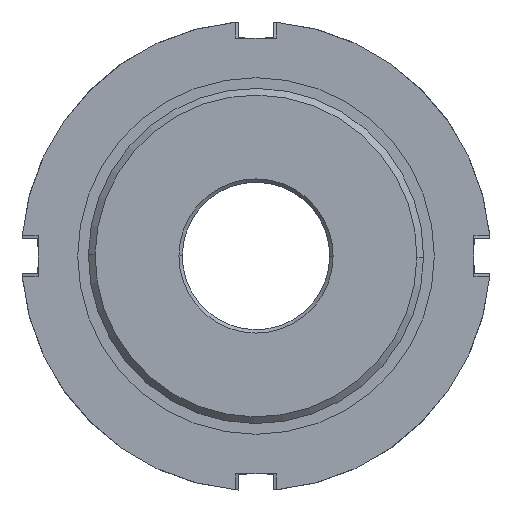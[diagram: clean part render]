
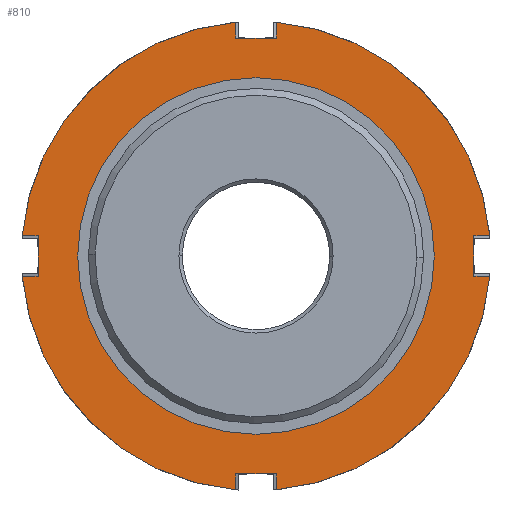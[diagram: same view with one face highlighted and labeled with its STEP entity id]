
A CAD part, front view. The second image highlights one B-rep face of the part: STEP entity #810.
In plain terms, the highlighted planar face has unit normal (0, -1, 0).
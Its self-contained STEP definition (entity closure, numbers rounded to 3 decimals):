
#22 = VECTOR ( 'NONE', #3633, 1000. ) ;
#37 = VERTEX_POINT ( 'NONE', #841 ) ;
#48 = ORIENTED_EDGE ( 'NONE', *, *, #3094, .F. ) ;
#88 = ORIENTED_EDGE ( 'NONE', *, *, #1215, .F. ) ;
#123 = VERTEX_POINT ( 'NONE', #1811 ) ;
#124 = EDGE_CURVE ( 'NONE', #1928, #2463, #2356, .T. ) ;
#145 = DIRECTION ( 'NONE',  ( -1., 0., 0. ) ) ;
#191 = DIRECTION ( 'NONE',  ( -1., 0., 0. ) ) ;
#193 = LINE ( 'NONE', #1464, #1661 ) ;
#197 = EDGE_CURVE ( 'NONE', #3393, #378, #2851, .T. ) ;
#206 = DIRECTION ( 'NONE',  ( 0., 1., 0. ) ) ;
#209 = VERTEX_POINT ( 'NONE', #2196 ) ;
#226 = CARTESIAN_POINT ( 'NONE',  ( 3., -23.269, -32.5 ) ) ;
#228 = LINE ( 'NONE', #581, #974 ) ;
#244 = LINE ( 'NONE', #413, #2630 ) ;
#352 = ORIENTED_EDGE ( 'NONE', *, *, #468, .F. ) ;
#371 = DIRECTION ( 'NONE',  ( -1., 0., 0. ) ) ;
#378 = VERTEX_POINT ( 'NONE', #1655 ) ;
#387 = LINE ( 'NONE', #3145, #1950 ) ;
#413 = CARTESIAN_POINT ( 'NONE',  ( 26.6, -23.269, -3. ) ) ;
#419 = DIRECTION ( 'NONE',  ( 1., 0., 0. ) ) ;
#428 = DIRECTION ( 'NONE',  ( 0., 1., 0. ) ) ;
#434 = CARTESIAN_POINT ( 'NONE',  ( 0., -23.269, -32.5 ) ) ;
#468 = EDGE_CURVE ( 'NONE', #890, #3052, #3178, .T. ) ;
#494 = EDGE_CURVE ( 'NONE', #1354, #898, #2737, .T. ) ;
#499 = CARTESIAN_POINT ( 'NONE',  ( 32.5, -23.269, 3. ) ) ;
#511 = CARTESIAN_POINT ( 'NONE',  ( -32.5, -23.269, -3. ) ) ;
#514 = ORIENTED_EDGE ( 'NONE', *, *, #494, .F. ) ;
#523 = CARTESIAN_POINT ( 'NONE',  ( 32.5, -23.269, 0. ) ) ;
#548 = DIRECTION ( 'NONE',  ( 0., 0., -1. ) ) ;
#568 = ORIENTED_EDGE ( 'NONE', *, *, #1394, .F. ) ;
#578 = DIRECTION ( 'NONE',  ( 0., 0., 1. ) ) ;
#581 = CARTESIAN_POINT ( 'NONE',  ( 26.6, -23.269, 3. ) ) ;
#607 = FACE_OUTER_BOUND ( 'NONE', #2985, .T. ) ;
#614 = VERTEX_POINT ( 'NONE', #2889 ) ;
#640 = DIRECTION ( 'NONE',  ( 0., 1., 0. ) ) ;
#658 = CARTESIAN_POINT ( 'NONE',  ( 0., -23.269, 0. ) ) ;
#729 = ORIENTED_EDGE ( 'NONE', *, *, #197, .F. ) ;
#736 = VERTEX_POINT ( 'NONE', #967 ) ;
#790 = PLANE ( 'NONE',  #1434 ) ;
#810 = ADVANCED_FACE ( 'NONE', ( #3740, #607 ), #790, .F. ) ;
#841 = CARTESIAN_POINT ( 'NONE',  ( -34.871, -23.269, 3. ) ) ;
#880 = EDGE_CURVE ( 'NONE', #3666, #2684, #244, .T. ) ;
#890 = VERTEX_POINT ( 'NONE', #499 ) ;
#898 = VERTEX_POINT ( 'NONE', #3128 ) ;
#948 = ORIENTED_EDGE ( 'NONE', *, *, #1992, .T. ) ;
#967 = CARTESIAN_POINT ( 'NONE',  ( 34.871, -23.269, -3. ) ) ;
#974 = VECTOR ( 'NONE', #2236, 1000. ) ;
#1005 = CARTESIAN_POINT ( 'NONE',  ( 3., -23.269, 0. ) ) ;
#1042 = EDGE_CURVE ( 'NONE', #3393, #209, #387, .T. ) ;
#1094 = EDGE_LOOP ( 'NONE', ( #3748, #2186 ) ) ;
#1100 = CIRCLE ( 'NONE', #1502, 26.6 ) ;
#1109 = CARTESIAN_POINT ( 'NONE',  ( -32.5, -23.269, 0. ) ) ;
#1117 = CIRCLE ( 'NONE', #1760, 35. ) ;
#1140 = CARTESIAN_POINT ( 'NONE',  ( 0., -23.269, 32.5 ) ) ;
#1169 = ORIENTED_EDGE ( 'NONE', *, *, #1224, .F. ) ;
#1210 = VERTEX_POINT ( 'NONE', #3520 ) ;
#1215 = EDGE_CURVE ( 'NONE', #3052, #736, #3453, .T. ) ;
#1224 = EDGE_CURVE ( 'NONE', #1210, #123, #1117, .T. ) ;
#1272 = CARTESIAN_POINT ( 'NONE',  ( 26.6, -23.269, 3. ) ) ;
#1293 = CARTESIAN_POINT ( 'NONE',  ( 0., -23.269, 0. ) ) ;
#1315 = AXIS2_PLACEMENT_3D ( 'NONE', #1293, #428, #3069 ) ;
#1354 = VERTEX_POINT ( 'NONE', #2512 ) ;
#1372 = EDGE_CURVE ( 'NONE', #898, #1210, #3083, .T. ) ;
#1394 = EDGE_CURVE ( 'NONE', #3666, #3158, #2774, .T. ) ;
#1434 = AXIS2_PLACEMENT_3D ( 'NONE', #1590, #1896, #191 ) ;
#1464 = CARTESIAN_POINT ( 'NONE',  ( -3., -23.269, 0. ) ) ;
#1502 = AXIS2_PLACEMENT_3D ( 'NONE', #1974, #206, #2256 ) ;
#1529 = CARTESIAN_POINT ( 'NONE',  ( -34.871, -23.269, -3. ) ) ;
#1550 = ORIENTED_EDGE ( 'NONE', *, *, #3019, .F. ) ;
#1566 = CARTESIAN_POINT ( 'NONE',  ( 26.6, -23.269, -3. ) ) ;
#1590 = CARTESIAN_POINT ( 'NONE',  ( 26.6, -23.269, 0. ) ) ;
#1655 = CARTESIAN_POINT ( 'NONE',  ( -3., -23.269, -32.5 ) ) ;
#1661 = VECTOR ( 'NONE', #578, 1000. ) ;
#1707 = DIRECTION ( 'NONE',  ( 1., 0., 0. ) ) ;
#1756 = LINE ( 'NONE', #1272, #2115 ) ;
#1760 = AXIS2_PLACEMENT_3D ( 'NONE', #658, #3618, #371 ) ;
#1811 = CARTESIAN_POINT ( 'NONE',  ( 34.871, -23.269, 3. ) ) ;
#1814 = VECTOR ( 'NONE', #145, 1000. ) ;
#1836 = ORIENTED_EDGE ( 'NONE', *, *, #1372, .F. ) ;
#1896 = DIRECTION ( 'NONE',  ( 0., 1., 0. ) ) ;
#1907 = CARTESIAN_POINT ( 'NONE',  ( 32.5, -23.269, -3. ) ) ;
#1928 = VERTEX_POINT ( 'NONE', #3075 ) ;
#1938 = DIRECTION ( 'NONE',  ( -1., 0., 0. ) ) ;
#1950 = VECTOR ( 'NONE', #2267, 1000. ) ;
#1969 = ORIENTED_EDGE ( 'NONE', *, *, #880, .T. ) ;
#1974 = CARTESIAN_POINT ( 'NONE',  ( 0., -23.269, 0. ) ) ;
#1992 = EDGE_CURVE ( 'NONE', #1354, #614, #193, .T. ) ;
#2002 = VERTEX_POINT ( 'NONE', #3168 ) ;
#2101 = CARTESIAN_POINT ( 'NONE',  ( 0., -23.269, 0. ) ) ;
#2115 = VECTOR ( 'NONE', #419, 1000. ) ;
#2166 = CIRCLE ( 'NONE', #2319, 35. ) ;
#2186 = ORIENTED_EDGE ( 'NONE', *, *, #3553, .T. ) ;
#2196 = CARTESIAN_POINT ( 'NONE',  ( 3., -23.269, -34.871 ) ) ;
#2222 = AXIS2_PLACEMENT_3D ( 'NONE', #3388, #3691, #1938 ) ;
#2236 = DIRECTION ( 'NONE',  ( -1., 0., 0. ) ) ;
#2256 = DIRECTION ( 'NONE',  ( -1., 0., 0. ) ) ;
#2267 = DIRECTION ( 'NONE',  ( 0., 0., -1. ) ) ;
#2274 = CIRCLE ( 'NONE', #1315, 35. ) ;
#2319 = AXIS2_PLACEMENT_3D ( 'NONE', #3438, #3746, #3713 ) ;
#2356 = CIRCLE ( 'NONE', #2823, 26.6 ) ;
#2364 = ORIENTED_EDGE ( 'NONE', *, *, #3513, .F. ) ;
#2400 = VECTOR ( 'NONE', #548, 1000. ) ;
#2407 = DIRECTION ( 'NONE',  ( -1., 0., 0. ) ) ;
#2422 = CARTESIAN_POINT ( 'NONE',  ( -3., -23.269, 0. ) ) ;
#2463 = VERTEX_POINT ( 'NONE', #2743 ) ;
#2485 = EDGE_CURVE ( 'NONE', #890, #123, #1756, .T. ) ;
#2512 = CARTESIAN_POINT ( 'NONE',  ( -3., -23.269, 32.5 ) ) ;
#2518 = DIRECTION ( 'NONE',  ( 0., 0., -1. ) ) ;
#2541 = DIRECTION ( 'NONE',  ( 0., 0., 1. ) ) ;
#2596 = EDGE_CURVE ( 'NONE', #736, #209, #2805, .T. ) ;
#2607 = ORIENTED_EDGE ( 'NONE', *, *, #2712, .F. ) ;
#2630 = VECTOR ( 'NONE', #3722, 1000. ) ;
#2684 = VERTEX_POINT ( 'NONE', #1529 ) ;
#2712 = EDGE_CURVE ( 'NONE', #37, #614, #2166, .T. ) ;
#2727 = VECTOR ( 'NONE', #2541, 1000. ) ;
#2737 = LINE ( 'NONE', #1140, #3656 ) ;
#2743 = CARTESIAN_POINT ( 'NONE',  ( 26.6, -23.269, 0. ) ) ;
#2767 = LINE ( 'NONE', #2422, #3207 ) ;
#2774 = LINE ( 'NONE', #1109, #2727 ) ;
#2805 = CIRCLE ( 'NONE', #2222, 35. ) ;
#2823 = AXIS2_PLACEMENT_3D ( 'NONE', #2101, #640, #2407 ) ;
#2851 = LINE ( 'NONE', #434, #1814 ) ;
#2889 = CARTESIAN_POINT ( 'NONE',  ( -3., -23.269, 34.871 ) ) ;
#2985 = EDGE_LOOP ( 'NONE', ( #48, #568, #1969, #2364, #1550, #729, #3721, #3376, #88, #352, #3669, #1169, #1836, #514, #948, #2607 ) ) ;
#3019 = EDGE_CURVE ( 'NONE', #378, #2002, #2767, .T. ) ;
#3052 = VERTEX_POINT ( 'NONE', #1907 ) ;
#3069 = DIRECTION ( 'NONE',  ( -1., 0., 0. ) ) ;
#3075 = CARTESIAN_POINT ( 'NONE',  ( -26.6, -23.269, 0. ) ) ;
#3083 = LINE ( 'NONE', #1005, #3171 ) ;
#3094 = EDGE_CURVE ( 'NONE', #3158, #37, #228, .T. ) ;
#3128 = CARTESIAN_POINT ( 'NONE',  ( 3., -23.269, 32.5 ) ) ;
#3145 = CARTESIAN_POINT ( 'NONE',  ( 3., -23.269, 0. ) ) ;
#3158 = VERTEX_POINT ( 'NONE', #3284 ) ;
#3168 = CARTESIAN_POINT ( 'NONE',  ( -3., -23.269, -34.871 ) ) ;
#3171 = VECTOR ( 'NONE', #3674, 1000. ) ;
#3178 = LINE ( 'NONE', #523, #2400 ) ;
#3207 = VECTOR ( 'NONE', #2518, 1000. ) ;
#3284 = CARTESIAN_POINT ( 'NONE',  ( -32.5, -23.269, 3. ) ) ;
#3376 = ORIENTED_EDGE ( 'NONE', *, *, #2596, .F. ) ;
#3388 = CARTESIAN_POINT ( 'NONE',  ( 0., -23.269, 0. ) ) ;
#3393 = VERTEX_POINT ( 'NONE', #226 ) ;
#3438 = CARTESIAN_POINT ( 'NONE',  ( 0., -23.269, 0. ) ) ;
#3453 = LINE ( 'NONE', #1566, #22 ) ;
#3513 = EDGE_CURVE ( 'NONE', #2002, #2684, #2274, .T. ) ;
#3520 = CARTESIAN_POINT ( 'NONE',  ( 3., -23.269, 34.871 ) ) ;
#3553 = EDGE_CURVE ( 'NONE', #2463, #1928, #1100, .T. ) ;
#3618 = DIRECTION ( 'NONE',  ( 0., 1., 0. ) ) ;
#3633 = DIRECTION ( 'NONE',  ( 1., 0., 0. ) ) ;
#3656 = VECTOR ( 'NONE', #1707, 1000. ) ;
#3666 = VERTEX_POINT ( 'NONE', #511 ) ;
#3669 = ORIENTED_EDGE ( 'NONE', *, *, #2485, .T. ) ;
#3674 = DIRECTION ( 'NONE',  ( 0., 0., 1. ) ) ;
#3691 = DIRECTION ( 'NONE',  ( 0., 1., 0. ) ) ;
#3713 = DIRECTION ( 'NONE',  ( -1., 0., 0. ) ) ;
#3721 = ORIENTED_EDGE ( 'NONE', *, *, #1042, .T. ) ;
#3722 = DIRECTION ( 'NONE',  ( -1., 0., 0. ) ) ;
#3740 = FACE_BOUND ( 'NONE', #1094, .T. ) ;
#3746 = DIRECTION ( 'NONE',  ( 0., 1., 0. ) ) ;
#3748 = ORIENTED_EDGE ( 'NONE', *, *, #124, .T. ) ;
